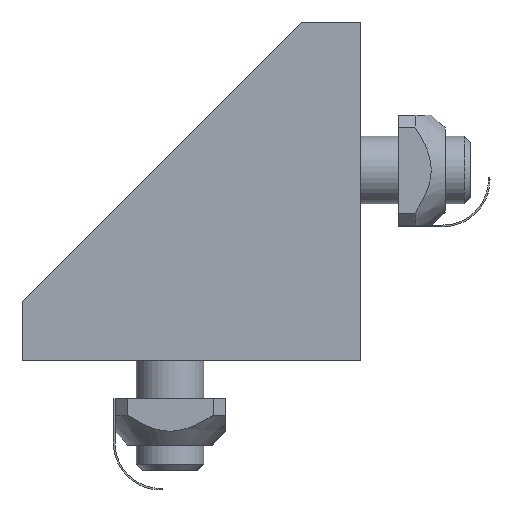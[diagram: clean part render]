
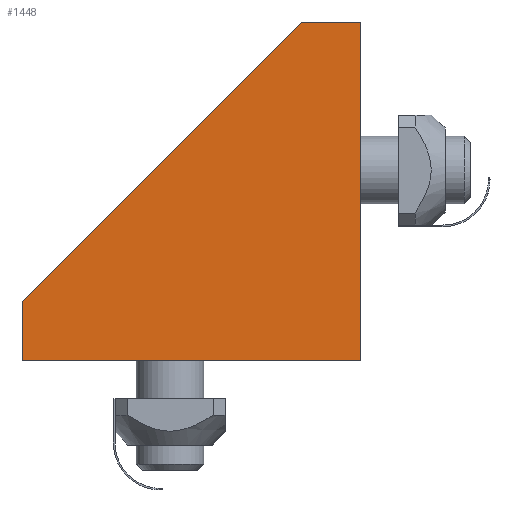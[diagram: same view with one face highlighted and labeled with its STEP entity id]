
A CAD part, front view. The second image highlights one B-rep face of the part: STEP entity #1448.
In plain terms, the highlighted planar face has unit normal (0, -1, 0).
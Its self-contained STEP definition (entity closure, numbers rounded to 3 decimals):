
#98=PLANE('',#1634);
#161=FACE_OUTER_BOUND('',#244,.T.);
#244=EDGE_LOOP('',(#1140,#1141,#1142,#1143,#1144));
#393=LINE('',#2276,#533);
#407=LINE('',#2309,#547);
#412=LINE('',#2323,#552);
#417=LINE('',#2332,#557);
#419=LINE('',#2335,#559);
#533=VECTOR('',#1846,1.);
#547=VECTOR('',#1874,1.);
#552=VECTOR('',#1891,1.);
#557=VECTOR('',#1900,1.);
#559=VECTOR('',#1904,1.);
#677=VERTEX_POINT('',#2274);
#678=VERTEX_POINT('',#2275);
#690=VERTEX_POINT('',#2307);
#692=VERTEX_POINT('',#2320);
#693=VERTEX_POINT('',#2322);
#834=EDGE_CURVE('',#677,#678,#393,.T.);
#851=EDGE_CURVE('',#690,#678,#407,.T.);
#858=EDGE_CURVE('',#692,#693,#412,.T.);
#863=EDGE_CURVE('',#690,#693,#417,.T.);
#865=EDGE_CURVE('',#692,#677,#419,.T.);
#1140=ORIENTED_EDGE('',*,*,#865,.T.);
#1141=ORIENTED_EDGE('',*,*,#834,.T.);
#1142=ORIENTED_EDGE('',*,*,#851,.F.);
#1143=ORIENTED_EDGE('',*,*,#863,.T.);
#1144=ORIENTED_EDGE('',*,*,#858,.F.);
#1448=ADVANCED_FACE('',(#161),#98,.T.);
#1634=AXIS2_PLACEMENT_3D('',#2334,#1902,#1903);
#1846=DIRECTION('',(1.,0.,0.));
#1874=DIRECTION('',(0.,0.,-1.));
#1891=DIRECTION('',(0.707,0.,0.707));
#1900=DIRECTION('',(-1.,0.,0.));
#1902=DIRECTION('center_axis',(0.,-1.,0.));
#1903=DIRECTION('ref_axis',(1.,0.,0.));
#1904=DIRECTION('',(0.,0.,-1.));
#2274=CARTESIAN_POINT('',(-21.636,-9.5,-7.));
#2275=CARTESIAN_POINT('',(18.364,-9.5,-7.));
#2276=CARTESIAN_POINT('',(-21.636,-9.5,-7.));
#2307=CARTESIAN_POINT('',(18.364,-9.5,33.));
#2309=CARTESIAN_POINT('',(18.364,-9.5,33.));
#2320=CARTESIAN_POINT('',(-21.636,-9.5,0.));
#2322=CARTESIAN_POINT('',(11.364,-9.5,33.));
#2323=CARTESIAN_POINT('',(-21.636,-9.5,0.));
#2332=CARTESIAN_POINT('',(18.364,-9.5,33.));
#2334=CARTESIAN_POINT('Origin',(-21.636,-9.5,0.));
#2335=CARTESIAN_POINT('',(-21.636,-9.5,0.));
